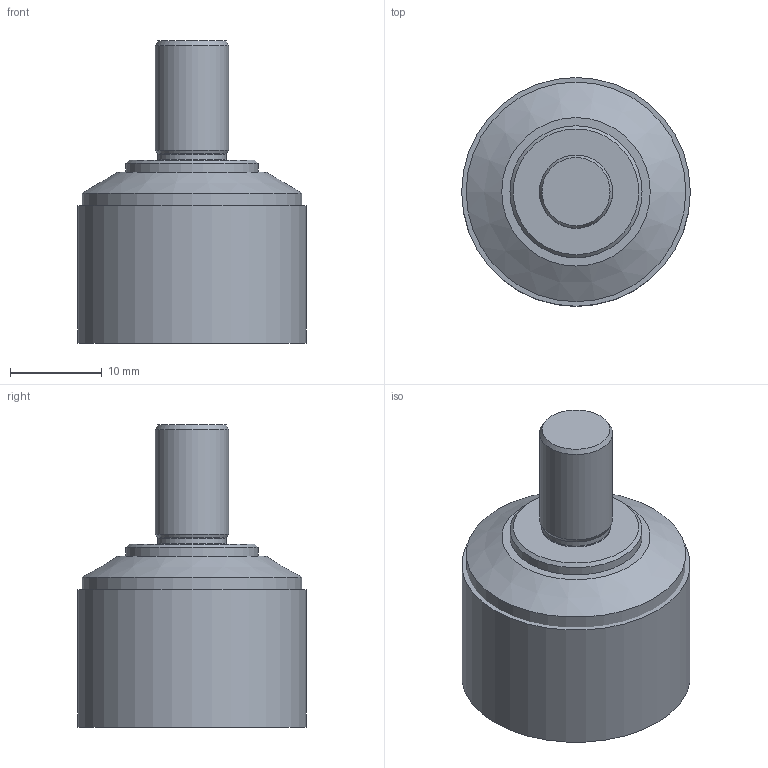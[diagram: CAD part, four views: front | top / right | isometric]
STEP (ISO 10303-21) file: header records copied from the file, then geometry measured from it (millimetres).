
FILE_DESCRIPTION(/* description */ (''),/* implementation_level */ '2;1');
FILE_NAME(/* name */ '02602349.stp',/* time_stamp */ '2012-03-30T08:22:24+06:00',/* author */ (''),/* organization */ (''),/* preprocessor_version */ 'ST-DEVELOPER v11',/* originating_system */ 'SIEMENS PLM Software NX 7.5',/* authorisation */ '');
FILE_SCHEMA (('AUTOMOTIVE_DESIGN { 1 0 10303 214 1 1 1 1 }'));
Length unit declared in the file: millimetre
Products named in the file (1): inpuE848ofbk
Bounding box: 25 x 25 x 33.01 mm (x, y, z)
Volume: 12463.1 mm3; surface area: 5101.6 mm2
Topology: 3 solids, 3 shells, 20 faces, 31 edges, 18 vertices
Faces by surface type: plane 7, cone 7, cylinder 6
Full cylindrical faces by diameter (mm): 7.528 x1, 7.998 x1, 14.429 x1, 18 x1, 24 x1, 25 x1
Entity records: 425 total; most frequent: DIRECTION 78, CARTESIAN_POINT 57, AXIS2_PLACEMENT_3D 39, EDGE_LOOP 36, ORIENTED_EDGE 36, FACE_BOUND 32, ADVANCED_FACE 20, VERTEX_POINT 18
